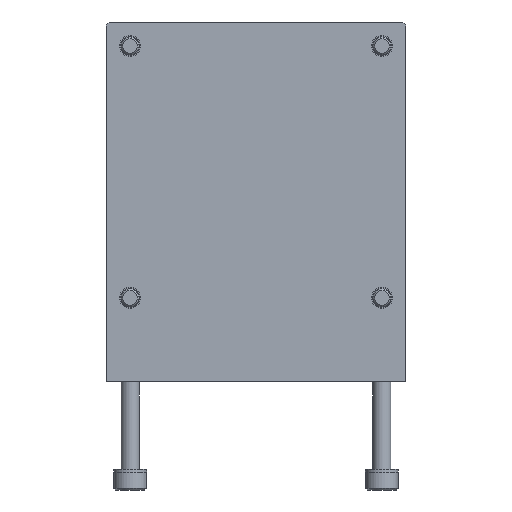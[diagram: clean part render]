
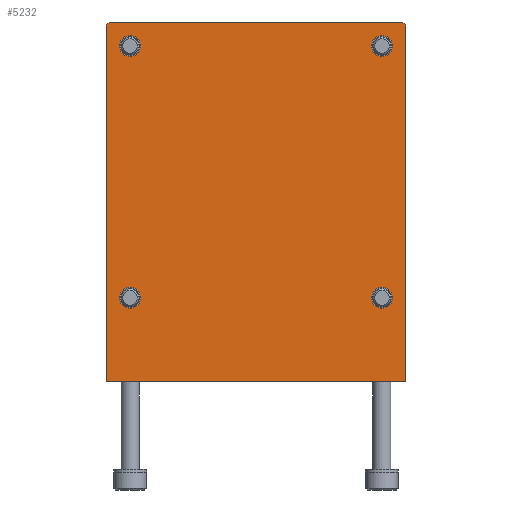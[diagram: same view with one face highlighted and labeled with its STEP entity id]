
A CAD part, front view. The second image highlights one B-rep face of the part: STEP entity #5232.
In plain terms, the highlighted planar face has unit normal (0, -1, 0).
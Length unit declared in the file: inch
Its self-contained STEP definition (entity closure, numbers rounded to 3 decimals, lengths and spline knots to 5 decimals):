
#46 = VERTEX_POINT ( 'NONE', #6101 ) ;
#89 = VERTEX_POINT ( 'NONE', #7473 ) ;
#175 = EDGE_LOOP ( 'NONE', ( #3687, #4289 ) ) ;
#197 = CARTESIAN_POINT ( 'NONE',  ( 0.82677, 0., 2.20472 ) ) ;
#226 = LINE ( 'NONE', #5039, #1739 ) ;
#371 = AXIS2_PLACEMENT_3D ( 'NONE', #7572, #1482, #4196 ) ;
#481 = CARTESIAN_POINT ( 'NONE',  ( 0.82677, 0., 2.20472 ) ) ;
#509 = CIRCLE ( 'NONE', #5353, 0.0689 ) ;
#534 = ORIENTED_EDGE ( 'NONE', *, *, #3178, .F. ) ;
#649 = VECTOR ( 'NONE', #4757, 39.37008 ) ;
#682 = DIRECTION ( 'NONE',  ( 0., 0., -1. ) ) ;
#712 = CARTESIAN_POINT ( 'NONE',  ( -0.82677, 0., 2.20472 ) ) ;
#895 = DIRECTION ( 'NONE',  ( 0., 0., -1. ) ) ;
#905 = AXIS2_PLACEMENT_3D ( 'NONE', #712, #6770, #3509 ) ;
#966 = VECTOR ( 'NONE', #682, 39.37008 ) ;
#1020 = ORIENTED_EDGE ( 'NONE', *, *, #4473, .F. ) ;
#1134 = CARTESIAN_POINT ( 'NONE',  ( 0.98425, 0., 2.34252 ) ) ;
#1187 = DIRECTION ( 'NONE',  ( 0., 1., 0. ) ) ;
#1288 = EDGE_LOOP ( 'NONE', ( #3124, #5124 ) ) ;
#1313 = CIRCLE ( 'NONE', #3291, 0.0689 ) ;
#1382 = VERTEX_POINT ( 'NONE', #5419 ) ;
#1383 = VERTEX_POINT ( 'NONE', #2076 ) ;
#1440 = LINE ( 'NONE', #4779, #966 ) ;
#1482 = DIRECTION ( 'NONE',  ( 0., -1., 0. ) ) ;
#1584 = LINE ( 'NONE', #7065, #4518 ) ;
#1618 = DIRECTION ( 'NONE',  ( 0., 0., -1. ) ) ;
#1628 = ORIENTED_EDGE ( 'NONE', *, *, #2247, .F. ) ;
#1739 = VECTOR ( 'NONE', #2311, 39.37008 ) ;
#1752 = DIRECTION ( 'NONE',  ( 0.707, 0., -0.707 ) ) ;
#1799 = DIRECTION ( 'NONE',  ( 0., -1., 0. ) ) ;
#1851 = PLANE ( 'NONE',  #2026 ) ;
#1855 = ORIENTED_EDGE ( 'NONE', *, *, #2453, .F. ) ;
#2026 = AXIS2_PLACEMENT_3D ( 'NONE', #2429, #1187, #3769 ) ;
#2076 = CARTESIAN_POINT ( 'NONE',  ( -0.82677, 0., 2.13583 ) ) ;
#2105 = CARTESIAN_POINT ( 'NONE',  ( -0.82677, 0., 0.48228 ) ) ;
#2120 = DIRECTION ( 'NONE',  ( 0., 0., 1. ) ) ;
#2214 = ORIENTED_EDGE ( 'NONE', *, *, #7832, .F. ) ;
#2247 = EDGE_CURVE ( 'NONE', #6147, #6962, #1440, .T. ) ;
#2311 = DIRECTION ( 'NONE',  ( 1., 0., 0. ) ) ;
#2347 = EDGE_CURVE ( 'NONE', #1382, #7603, #2507, .T. ) ;
#2420 = DIRECTION ( 'NONE',  ( 0., 0., -1. ) ) ;
#2429 = CARTESIAN_POINT ( 'NONE',  ( 0.98425, 0., 2.3622 ) ) ;
#2439 = CARTESIAN_POINT ( 'NONE',  ( 0.98425, 0., 0. ) ) ;
#2448 = CIRCLE ( 'NONE', #7014, 0.0689 ) ;
#2453 = EDGE_CURVE ( 'NONE', #46, #6147, #3170, .T. ) ;
#2507 = CIRCLE ( 'NONE', #6360, 0.0689 ) ;
#2607 = FACE_OUTER_BOUND ( 'NONE', #4405, .T. ) ;
#2766 = VERTEX_POINT ( 'NONE', #6827 ) ;
#2825 = VERTEX_POINT ( 'NONE', #2105 ) ;
#2951 = EDGE_CURVE ( 'NONE', #8478, #6962, #226, .T. ) ;
#2957 = CIRCLE ( 'NONE', #7087, 0.0689 ) ;
#3110 = VERTEX_POINT ( 'NONE', #5215 ) ;
#3114 = EDGE_CURVE ( 'NONE', #6098, #2766, #2448, .T. ) ;
#3118 = ORIENTED_EDGE ( 'NONE', *, *, #6785, .F. ) ;
#3124 = ORIENTED_EDGE ( 'NONE', *, *, #6245, .F. ) ;
#3170 = LINE ( 'NONE', #8671, #6793 ) ;
#3178 = EDGE_CURVE ( 'NONE', #89, #1383, #5605, .T. ) ;
#3231 = FACE_BOUND ( 'NONE', #1288, .T. ) ;
#3291 = AXIS2_PLACEMENT_3D ( 'NONE', #197, #7706, #1618 ) ;
#3328 = CARTESIAN_POINT ( 'NONE',  ( -0.82677, 0., 0.62008 ) ) ;
#3509 = DIRECTION ( 'NONE',  ( 0., 0., -1. ) ) ;
#3687 = ORIENTED_EDGE ( 'NONE', *, *, #4857, .F. ) ;
#3769 = DIRECTION ( 'NONE',  ( 0., 0., 1. ) ) ;
#3822 = CARTESIAN_POINT ( 'NONE',  ( -0.98425, 0., 0. ) ) ;
#4012 = VERTEX_POINT ( 'NONE', #3328 ) ;
#4181 = ORIENTED_EDGE ( 'NONE', *, *, #7587, .T. ) ;
#4196 = DIRECTION ( 'NONE',  ( 0., 0., -1. ) ) ;
#4286 = DIRECTION ( 'NONE',  ( 0., -1., 0. ) ) ;
#4289 = ORIENTED_EDGE ( 'NONE', *, *, #3114, .F. ) ;
#4302 = DIRECTION ( 'NONE',  ( 1., 0., 0. ) ) ;
#4405 = EDGE_LOOP ( 'NONE', ( #1855, #1020, #4181, #2214, #8581, #1628 ) ) ;
#4429 = CARTESIAN_POINT ( 'NONE',  ( 0.82677, 0., 0.55118 ) ) ;
#4440 = FACE_BOUND ( 'NONE', #6995, .T. ) ;
#4473 = EDGE_CURVE ( 'NONE', #3110, #46, #1584, .T. ) ;
#4518 = VECTOR ( 'NONE', #4302, 39.37008 ) ;
#4569 = EDGE_CURVE ( 'NONE', #7603, #1382, #2957, .T. ) ;
#4604 = DIRECTION ( 'NONE',  ( 0., -1., 0. ) ) ;
#4757 = DIRECTION ( 'NONE',  ( -0.707, 0., -0.707 ) ) ;
#4779 = CARTESIAN_POINT ( 'NONE',  ( 0.98425, 0., 0. ) ) ;
#4782 = VECTOR ( 'NONE', #2120, 39.37008 ) ;
#4857 = EDGE_CURVE ( 'NONE', #2766, #6098, #1313, .T. ) ;
#5039 = CARTESIAN_POINT ( 'NONE',  ( 0.98425, 0., 0. ) ) ;
#5043 = EDGE_LOOP ( 'NONE', ( #8359, #8097 ) ) ;
#5104 = CARTESIAN_POINT ( 'NONE',  ( 0.82677, 0., 2.27362 ) ) ;
#5124 = ORIENTED_EDGE ( 'NONE', *, *, #8385, .F. ) ;
#5215 = CARTESIAN_POINT ( 'NONE',  ( -0.96457, 0., 2.3622 ) ) ;
#5232 = ADVANCED_FACE ( 'NONE', ( #2607, #6674, #3231, #8515, #4440 ), #1851, .F. ) ;
#5327 = CARTESIAN_POINT ( 'NONE',  ( -0.96457, 0., 2.3622 ) ) ;
#5353 = AXIS2_PLACEMENT_3D ( 'NONE', #7289, #6679, #7869 ) ;
#5419 = CARTESIAN_POINT ( 'NONE',  ( 0.82677, 0., 0.62008 ) ) ;
#5605 = CIRCLE ( 'NONE', #905, 0.0689 ) ;
#5840 = DIRECTION ( 'NONE',  ( 0., -1., 0. ) ) ;
#6098 = VERTEX_POINT ( 'NONE', #5104 ) ;
#6101 = CARTESIAN_POINT ( 'NONE',  ( 0.96457, 0., 2.3622 ) ) ;
#6147 = VERTEX_POINT ( 'NONE', #1134 ) ;
#6245 = EDGE_CURVE ( 'NONE', #2825, #4012, #8000, .T. ) ;
#6360 = AXIS2_PLACEMENT_3D ( 'NONE', #6998, #4286, #895 ) ;
#6376 = CARTESIAN_POINT ( 'NONE',  ( -0.98425, 0., 2.34252 ) ) ;
#6632 = CIRCLE ( 'NONE', #371, 0.0689 ) ;
#6674 = FACE_BOUND ( 'NONE', #5043, .T. ) ;
#6679 = DIRECTION ( 'NONE',  ( 0., -1., 0. ) ) ;
#6770 = DIRECTION ( 'NONE',  ( 0., -1., 0. ) ) ;
#6785 = EDGE_CURVE ( 'NONE', #1383, #89, #6632, .T. ) ;
#6793 = VECTOR ( 'NONE', #1752, 39.37008 ) ;
#6827 = CARTESIAN_POINT ( 'NONE',  ( 0.82677, 0., 2.13583 ) ) ;
#6860 = VERTEX_POINT ( 'NONE', #6376 ) ;
#6962 = VERTEX_POINT ( 'NONE', #2439 ) ;
#6995 = EDGE_LOOP ( 'NONE', ( #3118, #534 ) ) ;
#6998 = CARTESIAN_POINT ( 'NONE',  ( 0.82677, 0., 0.55118 ) ) ;
#7014 = AXIS2_PLACEMENT_3D ( 'NONE', #481, #5840, #7341 ) ;
#7065 = CARTESIAN_POINT ( 'NONE',  ( 0.98425, 0., 2.3622 ) ) ;
#7087 = AXIS2_PLACEMENT_3D ( 'NONE', #4429, #1799, #2420 ) ;
#7289 = CARTESIAN_POINT ( 'NONE',  ( -0.82677, 0., 0.55118 ) ) ;
#7341 = DIRECTION ( 'NONE',  ( 0., 0., -1. ) ) ;
#7473 = CARTESIAN_POINT ( 'NONE',  ( -0.82677, 0., 2.27362 ) ) ;
#7572 = CARTESIAN_POINT ( 'NONE',  ( -0.82677, 0., 2.20472 ) ) ;
#7587 = EDGE_CURVE ( 'NONE', #3110, #6860, #8687, .T. ) ;
#7603 = VERTEX_POINT ( 'NONE', #8646 ) ;
#7673 = CARTESIAN_POINT ( 'NONE',  ( -0.98425, 0., 2.3622 ) ) ;
#7706 = DIRECTION ( 'NONE',  ( 0., -1., 0. ) ) ;
#7832 = EDGE_CURVE ( 'NONE', #8478, #6860, #8297, .T. ) ;
#7869 = DIRECTION ( 'NONE',  ( 0., 0., -1. ) ) ;
#7939 = CARTESIAN_POINT ( 'NONE',  ( -0.82677, 0., 0.55118 ) ) ;
#8000 = CIRCLE ( 'NONE', #8700, 0.0689 ) ;
#8097 = ORIENTED_EDGE ( 'NONE', *, *, #2347, .F. ) ;
#8297 = LINE ( 'NONE', #7673, #4782 ) ;
#8359 = ORIENTED_EDGE ( 'NONE', *, *, #4569, .F. ) ;
#8385 = EDGE_CURVE ( 'NONE', #4012, #2825, #509, .T. ) ;
#8478 = VERTEX_POINT ( 'NONE', #3822 ) ;
#8515 = FACE_BOUND ( 'NONE', #175, .T. ) ;
#8581 = ORIENTED_EDGE ( 'NONE', *, *, #2951, .T. ) ;
#8646 = CARTESIAN_POINT ( 'NONE',  ( 0.82677, 0., 0.48228 ) ) ;
#8671 = CARTESIAN_POINT ( 'NONE',  ( 0.96457, 0., 2.3622 ) ) ;
#8687 = LINE ( 'NONE', #5327, #649 ) ;
#8700 = AXIS2_PLACEMENT_3D ( 'NONE', #7939, #4604, #8722 ) ;
#8722 = DIRECTION ( 'NONE',  ( 0., 0., -1. ) ) ;
